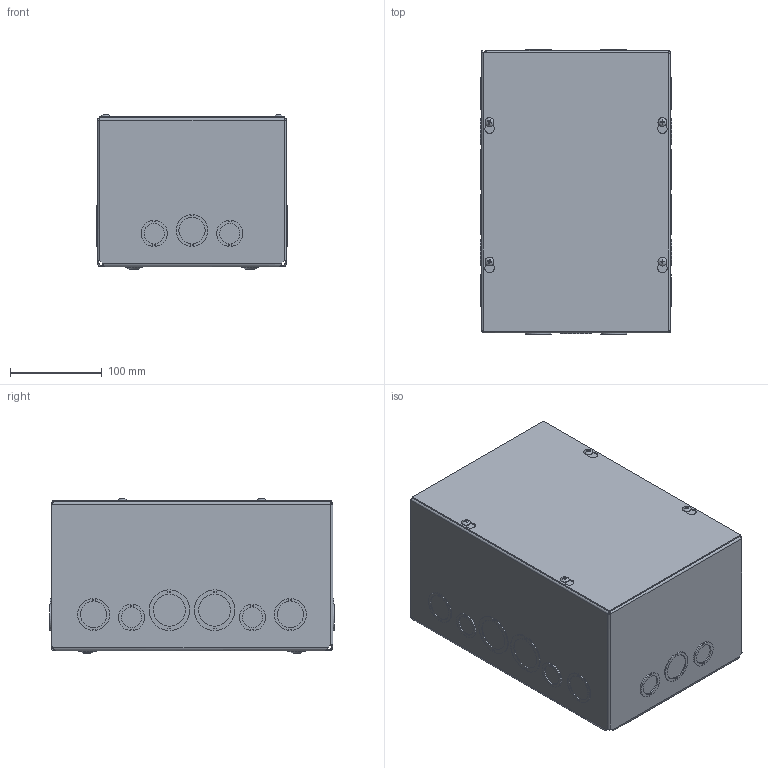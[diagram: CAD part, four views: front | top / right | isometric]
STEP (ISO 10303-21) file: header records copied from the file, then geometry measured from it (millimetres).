
FILE_DESCRIPTION(/* description */ ('SC-IOWA, 12" X 8" X 6", NEMA1, GALV'),/* implementation_level */ '2;1');
FILE_NAME(/* name */ 'SC081206G.stp',/* time_stamp */ '2023-08-19T14:57:59-05:00',/* author */ ('kadelman'),/* organization */ (''),/* preprocessor_version */ 'ST-DEVELOPER v18.1',/* originating_system */ 'Autodesk Inventor 2020',/* authorisation */ '');
FILE_SCHEMA (('AUTOMOTIVE_DESIGN { 1 0 10303 214 3 1 1 }'));
Length unit declared in the file: inch
Products named in the file (5): SC081206G; SC0812GBKP; SC081206GWRA; SC0812GLPA; 34056
Assembly tree (7 placements, depth 2):
  SC081206G
    SC0812GBKP
    SC081206GWRA
    SC0812GLPA
    34056  x4
Bounding box: 209.52 x 311.12 x 169.92 mm (x, y, z)
Volume: 501522 mm3; surface area: 657863.5 mm2
Topology: 23 solids, 23 shells, 861 faces, 2255 edges, 1485 vertices
Faces by surface type: plane 529, cylinder 181, cone 48, torus 44, bspline 39, sphere 20
Full cylindrical faces by diameter (mm): 3.759 x4, 4.166 x4, 4.191 x1, 5.803 x1, 7.62 x4, 9.754 x4
Entity records: 25850 total; most frequent: CARTESIAN_POINT 5590, ORIENTED_EDGE 4026, DIRECTION 3864, EDGE_CURVE 2013, LINE 1456, VECTOR 1456, VERTEX_POINT 1332, AXIS2_PLACEMENT_3D 1204
